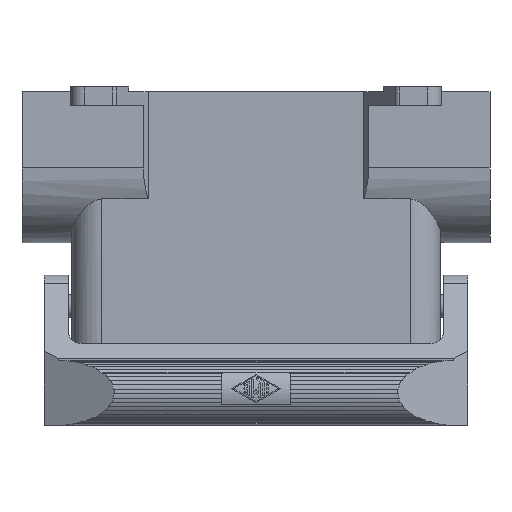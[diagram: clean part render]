
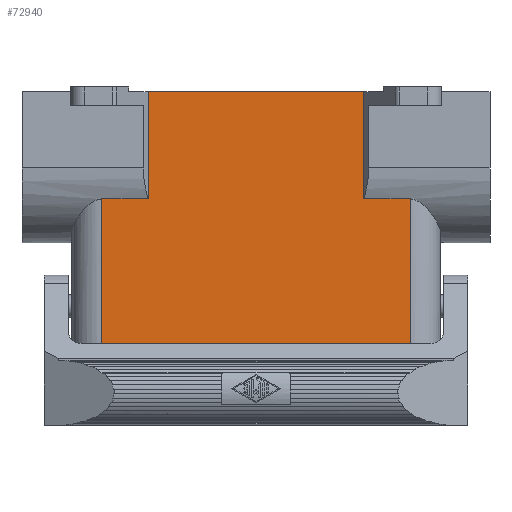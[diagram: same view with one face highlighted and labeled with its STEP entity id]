
A CAD part, left-side view. The second image highlights one B-rep face of the part: STEP entity #72940.
In plain terms, the highlighted face is planar.
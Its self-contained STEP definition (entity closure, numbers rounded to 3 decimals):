
#32090=CARTESIAN_POINT('',(-30.35,3.,
29.1));
#32100=VERTEX_POINT('',#32090);
#32530=CARTESIAN_POINT('',(36.15,3.,
29.1));
#32540=VERTEX_POINT('',#32530);
#32570=CARTESIAN_POINT('',(0.,3.,29.1));
#32580=DIRECTION('',(-1.,0.,0.));
#32590=VECTOR('',#32580,1.);
#32600=LINE('',#32570,#32590);
#32610=EDGE_CURVE('',#32540,#32100,#32600,.T.);
#60240=CARTESIAN_POINT('',(-20.388,-53.,
29.1));
#60250=VERTEX_POINT('',#60240);
#60280=CARTESIAN_POINT('',(0.,-53.,29.1));
#60290=DIRECTION('',(-1.,0.,0.));
#60300=VECTOR('',#60290,1.);
#60310=LINE('',#60280,#60300);
#60320=CARTESIAN_POINT('',(26.188,-53.,
29.1));
#60330=VERTEX_POINT('',#60320);
#60340=EDGE_CURVE('',#60330,#60250,#60310,.T.);
#61490=CARTESIAN_POINT('',(36.15,-29.812,
29.1));
#61500=VERTEX_POINT('',#61490);
#61530=CARTESIAN_POINT('',(36.15,3.048,
29.1));
#61540=DIRECTION('',(0.,-1.,0.));
#61550=VECTOR('',#61540,1.);
#61560=LINE('',#61530,#61550);
#61570=EDGE_CURVE('',#32540,#61500,#61560,.T.);
#63640=CARTESIAN_POINT('',(26.188,0.,29.1));
#63650=DIRECTION('',(0.,-1.,0.));
#63660=VECTOR('',#63650,1.);
#63670=LINE('',#63640,#63660);
#63680=CARTESIAN_POINT('',(26.188,-29.812,
29.1));
#63690=VERTEX_POINT('',#63680);
#63700=EDGE_CURVE('',#63690,#60330,#63670,.T.);
#66060=CARTESIAN_POINT('',(-47.6,-29.812,
29.1));
#66070=DIRECTION('',(1.,0.,0.));
#66080=VECTOR('',#66070,1.);
#66090=LINE('',#66060,#66080);
#66100=EDGE_CURVE('',#63690,#61500,#66090,.T.);
#72600=CARTESIAN_POINT('',(-30.35,3.,
29.1));
#72610=DIRECTION('',(0.,0.,1.));
#72620=DIRECTION('',(1.,0.,0.));
#72630=AXIS2_PLACEMENT_3D('',#72600,#72610,#72620);
#72640=PLANE('',#72630);
#72650=ORIENTED_EDGE('',*,*,#63700,.F.);
#72660=ORIENTED_EDGE('',*,*,#60340,.F.);
#72670=CARTESIAN_POINT('',(-20.388,0.,29.1));
#72680=DIRECTION('',(0.,-1.,0.));
#72690=VECTOR('',#72680,1.);
#72700=LINE('',#72670,#72690);
#72710=CARTESIAN_POINT('',(-20.388,-29.812,
29.1));
#72720=VERTEX_POINT('',#72710);
#72730=EDGE_CURVE('',#72720,#60250,#72700,.T.);
#72740=ORIENTED_EDGE('',*,*,#72730,.T.);
#72750=CARTESIAN_POINT('',(-47.6,-29.812,
29.1));
#72760=DIRECTION('',(1.,0.,0.));
#72770=VECTOR('',#72760,1.);
#72780=LINE('',#72750,#72770);
#72790=CARTESIAN_POINT('',(-30.35,-29.812,
29.1));
#72800=VERTEX_POINT('',#72790);
#72810=EDGE_CURVE('',#72800,#72720,#72780,.T.);
#72820=ORIENTED_EDGE('',*,*,#72810,.T.);
#72830=CARTESIAN_POINT('',(-30.35,3.048,
29.1));
#72840=DIRECTION('',(0.,-1.,0.));
#72850=VECTOR('',#72840,1.);
#72860=LINE('',#72830,#72850);
#72870=EDGE_CURVE('',#32100,#72800,#72860,.T.);
#72880=ORIENTED_EDGE('',*,*,#72870,.T.);
#72890=ORIENTED_EDGE('',*,*,#32610,.T.);
#72900=ORIENTED_EDGE('',*,*,#61570,.F.);
#72910=ORIENTED_EDGE('',*,*,#66100,.T.);
#72920=EDGE_LOOP('',(#72910,#72900,#72890,#72880,#72820,#72740,#72660,
#72650));
#72930=FACE_OUTER_BOUND('',#72920,.T.);
#72940=ADVANCED_FACE('',(#72930),#72640,.T.);
